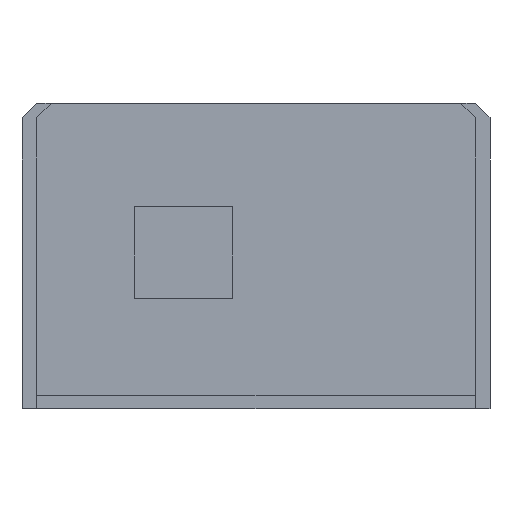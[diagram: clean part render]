
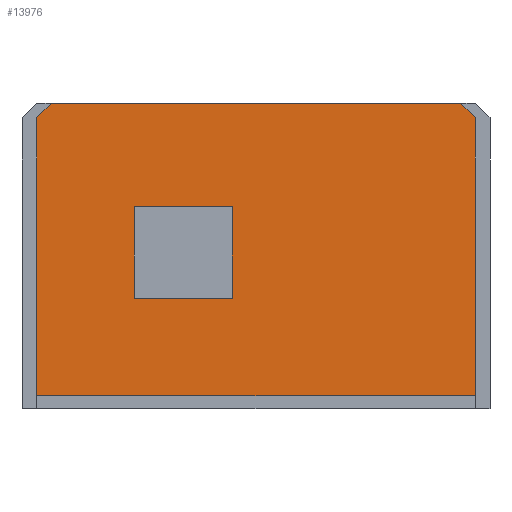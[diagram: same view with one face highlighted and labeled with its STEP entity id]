
A CAD part, left-side view. The second image highlights one B-rep face of the part: STEP entity #13976.
In plain terms, the highlighted planar face has unit normal (-1, 0, 0).
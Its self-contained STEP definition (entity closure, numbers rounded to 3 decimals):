
#689=DIRECTION('',(0.,1.,0.));
#690=VECTOR('',#689,56.);
#691=CARTESIAN_POINT('',(-32.309,-41.378,18.941));
#692=LINE('',#691,#690);
#2401=DIRECTION('',(0.,1.,0.));
#2402=VECTOR('',#2401,60.);
#2403=CARTESIAN_POINT('',(-32.309,-43.378,
-21.059));
#2404=LINE('',#2403,#2402);
#2773=DIRECTION('',(0.,1.,0.));
#2774=VECTOR('',#2773,13.427);
#2775=CARTESIAN_POINT('',(-32.309,-10.152,
4.818));
#2776=LINE('',#2775,#2774);
#2777=DIRECTION('',(0.,0.,-1.));
#2778=VECTOR('',#2777,12.566);
#2779=CARTESIAN_POINT('',(-32.309,3.275,4.818));
#2780=LINE('',#2779,#2778);
#2781=DIRECTION('',(0.,-1.,0.));
#2782=VECTOR('',#2781,13.427);
#2783=CARTESIAN_POINT('',(-32.309,3.275,
-7.748));
#2784=LINE('',#2783,#2782);
#2785=DIRECTION('',(0.,0.,1.));
#2786=VECTOR('',#2785,12.566);
#2787=CARTESIAN_POINT('',(-32.309,-10.152,
-7.748));
#2788=LINE('',#2787,#2786);
#2789=DIRECTION('',(0.,0.707,-0.707));
#2790=VECTOR('',#2789,2.828);
#2791=CARTESIAN_POINT('',(-32.309,14.622,18.941));
#2792=LINE('',#2791,#2790);
#2793=DIRECTION('',(0.,0.707,0.707));
#2794=VECTOR('',#2793,2.828);
#2795=CARTESIAN_POINT('',(-32.309,-43.378,
16.941));
#2796=LINE('',#2795,#2794);
#2797=DIRECTION('',(0.,0.,-1.));
#2798=VECTOR('',#2797,38.);
#2799=CARTESIAN_POINT('',(-32.309,-43.378,
16.941));
#2800=LINE('',#2799,#2798);
#2821=DIRECTION('',(0.,0.,-1.));
#2822=VECTOR('',#2821,38.);
#2823=CARTESIAN_POINT('',(-32.309,16.622,16.941));
#2824=LINE('',#2823,#2822);
#9353=CARTESIAN_POINT('',(-32.309,-43.378,
-21.059));
#9354=CARTESIAN_POINT('',(-32.309,16.622,
-21.059));
#9355=VERTEX_POINT('',#9353);
#9356=VERTEX_POINT('',#9354);
#9377=CARTESIAN_POINT('',(-32.309,-10.152,
4.818));
#9378=CARTESIAN_POINT('',(-32.309,3.275,4.818));
#9379=VERTEX_POINT('',#9377);
#9380=VERTEX_POINT('',#9378);
#9381=CARTESIAN_POINT('',(-32.309,3.275,
-7.748));
#9382=VERTEX_POINT('',#9381);
#9383=CARTESIAN_POINT('',(-32.309,-10.152,
-7.748));
#9384=VERTEX_POINT('',#9383);
#11317=CARTESIAN_POINT('',(-32.309,14.622,
18.941));
#11318=CARTESIAN_POINT('',(-32.309,16.622,
16.941));
#11319=VERTEX_POINT('',#11317);
#11320=VERTEX_POINT('',#11318);
#11327=CARTESIAN_POINT('',(-32.309,-43.378,
16.941));
#11329=VERTEX_POINT('',#11327);
#11331=CARTESIAN_POINT('',(-32.309,-41.378,
18.941));
#11332=VERTEX_POINT('',#11331);
#13950=CARTESIAN_POINT('',(-32.309,-43.378,
18.941));
#13951=DIRECTION('',(-1.,0.,0.));
#13952=DIRECTION('',(0.,1.,0.));
#13953=AXIS2_PLACEMENT_3D('',#13950,#13951,#13952);
#13954=PLANE('',#13953);
#13956=ORIENTED_EDGE('',*,*,#13955,.F.);
#13957=ORIENTED_EDGE('',*,*,#12472,.F.);
#13959=ORIENTED_EDGE('',*,*,#13958,.F.);
#13961=ORIENTED_EDGE('',*,*,#13960,.T.);
#13962=ORIENTED_EDGE('',*,*,#13705,.T.);
#13964=ORIENTED_EDGE('',*,*,#13963,.F.);
#13965=EDGE_LOOP('',(#13956,#13957,#13959,#13961,#13962,#13964));
#13966=FACE_OUTER_BOUND('',#13965,.F.);
#13967=ORIENTED_EDGE('',*,*,#13940,.T.);
#13969=ORIENTED_EDGE('',*,*,#13968,.T.);
#13971=ORIENTED_EDGE('',*,*,#13970,.T.);
#13973=ORIENTED_EDGE('',*,*,#13972,.T.);
#13974=EDGE_LOOP('',(#13967,#13969,#13971,#13973));
#13975=FACE_BOUND('',#13974,.F.);
#13976=ADVANCED_FACE('',(#13966,#13975),#13954,.T.);
#12472=EDGE_CURVE('',#11332,#11319,#692,.T.);
#13705=EDGE_CURVE('',#9355,#9356,#2404,.T.);
#13940=EDGE_CURVE('',#9379,#9380,#2776,.T.);
#13955=EDGE_CURVE('',#11319,#11320,#2792,.T.);
#13958=EDGE_CURVE('',#11329,#11332,#2796,.T.);
#13960=EDGE_CURVE('',#11329,#9355,#2800,.T.);
#13963=EDGE_CURVE('',#11320,#9356,#2824,.T.);
#13968=EDGE_CURVE('',#9380,#9382,#2780,.T.);
#13970=EDGE_CURVE('',#9382,#9384,#2784,.T.);
#13972=EDGE_CURVE('',#9384,#9379,#2788,.T.);
